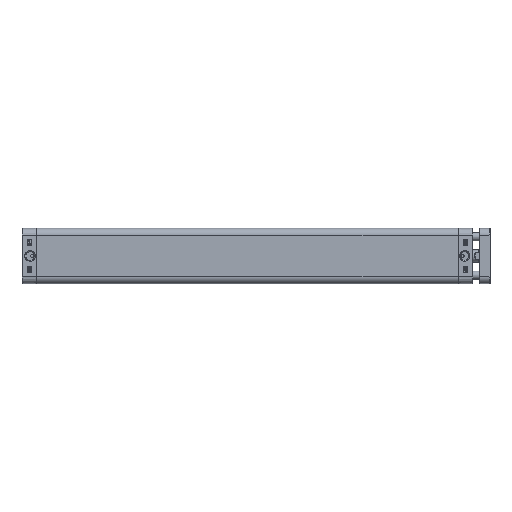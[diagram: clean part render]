
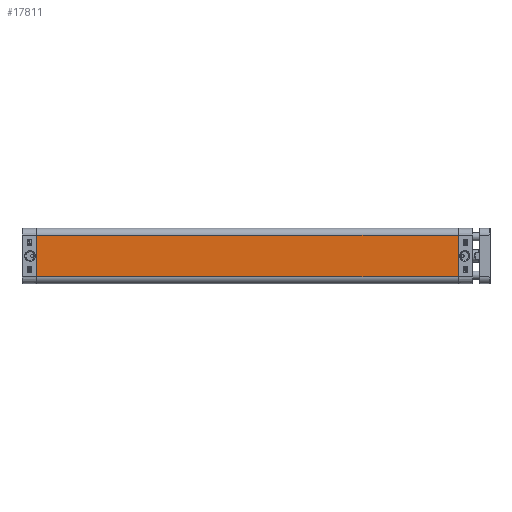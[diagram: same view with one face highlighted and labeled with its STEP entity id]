
A CAD part, left-side view. The second image highlights one B-rep face of the part: STEP entity #17811.
In plain terms, the highlighted planar face has unit normal (-1, 0, 0).
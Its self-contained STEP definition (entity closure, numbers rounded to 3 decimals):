
#14846=CARTESIAN_POINT('',(-27.25,-416.0,20.5));
#14847=VERTEX_POINT('',#14846);
#14855=CARTESIAN_POINT('',(-27.25,-416.0,-20.5));
#14856=VERTEX_POINT('',#14855);
#14857=CARTESIAN_POINT('',(-27.25,-416.0,-20.5));
#14858=DIRECTION('',(0.0,0.0,1.0));
#14859=VECTOR('',#14858,41.);
#14860=LINE('',#14857,#14859);
#14861=EDGE_CURVE('',#14856,#14847,#14860,.T.);
#17769=CARTESIAN_POINT('',(-27.25,0.0,-20.5));
#17770=VERTEX_POINT('',#17769);
#17771=CARTESIAN_POINT('',(-27.25,0.0,-20.5));
#17772=DIRECTION('',(0.0,-1.0,0.0));
#17773=VECTOR('',#17772,416.0);
#17774=LINE('',#17771,#17773);
#17775=EDGE_CURVE('',#17770,#14856,#17774,.T.);
#17788=CARTESIAN_POINT('',(-27.25,0.0,-20.5));
#17789=DIRECTION('',(-1.0,0.0,0.0));
#17790=DIRECTION('',(0.0,0.0,1.0));
#17791=AXIS2_PLACEMENT_3D('',#17788,#17789,#17790);
#17792=PLANE('',#17791);
#17793=ORIENTED_EDGE('',*,*,#14861,.T.);
#17794=CARTESIAN_POINT('',(-27.25,0.0,20.5));
#17795=VERTEX_POINT('',#17794);
#17796=CARTESIAN_POINT('',(-27.25,0.0,20.5));
#17797=DIRECTION('',(0.0,-1.0,0.0));
#17798=VECTOR('',#17797,416.0);
#17799=LINE('',#17796,#17798);
#17800=EDGE_CURVE('',#17795,#14847,#17799,.T.);
#17801=ORIENTED_EDGE('',*,*,#17800,.F.);
#17802=CARTESIAN_POINT('',(-27.25,0.0,-20.5));
#17803=DIRECTION('',(0.0,0.0,1.0));
#17804=VECTOR('',#17803,41.0);
#17805=LINE('',#17802,#17804);
#17806=EDGE_CURVE('',#17770,#17795,#17805,.T.);
#17807=ORIENTED_EDGE('',*,*,#17806,.F.);
#17808=ORIENTED_EDGE('',*,*,#17775,.T.);
#17809=EDGE_LOOP('',(#17793,#17801,#17807,#17808));
#17810=FACE_OUTER_BOUND('',#17809,.T.);
#17811=ADVANCED_FACE('',(#17810),#17792,.T.);
